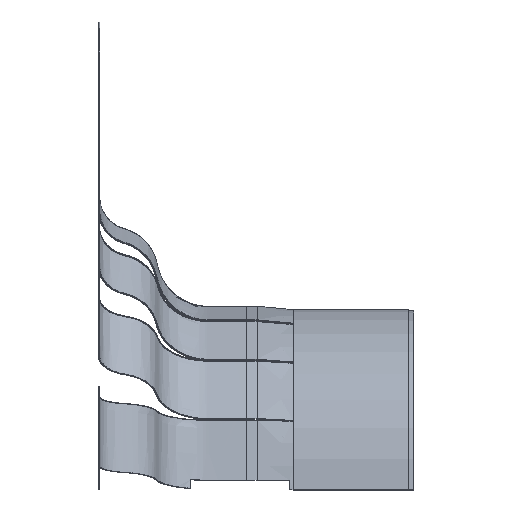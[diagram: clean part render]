
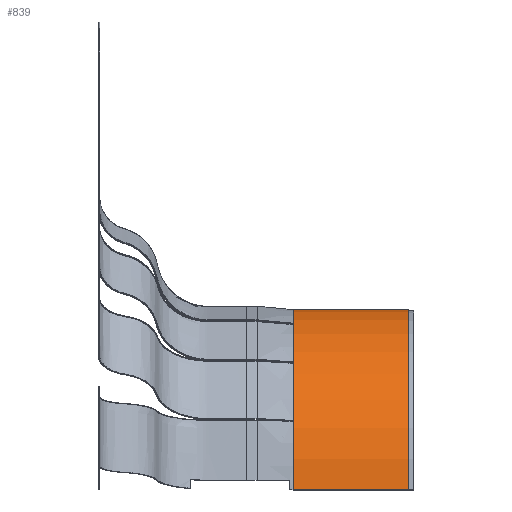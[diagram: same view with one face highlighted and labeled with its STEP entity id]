
A CAD part, left-side view. The second image highlights one B-rep face of the part: STEP entity #839.
In plain terms, the highlighted cylindrical face has radius 50.955 mm (diameter 101.91 mm), a partial arc.
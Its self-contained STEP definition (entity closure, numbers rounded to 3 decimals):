
#827=CYLINDRICAL_SURFACE('',#3800,50.955);
#839=ADVANCED_FACE('',(#1219),#827,.T.);
#1219=FACE_OUTER_BOUND('',#1467,.T.);
#1467=EDGE_LOOP('',(#1753,#1754,#1755,#1756));
#1710=CIRCLE('',#3793,50.955);
#1712=CIRCLE('',#3797,50.955);
#1753=ORIENTED_EDGE('',*,*,#3006,.T.);
#1754=ORIENTED_EDGE('',*,*,#3008,.T.);
#1755=ORIENTED_EDGE('',*,*,#3000,.F.);
#1756=ORIENTED_EDGE('',*,*,#3003,.F.);
#2689=VERTEX_POINT('',#4400);
#2692=VERTEX_POINT('',#4405);
#2694=VERTEX_POINT('',#4411);
#2696=VERTEX_POINT('',#4417);
#3000=EDGE_CURVE('',#2692,#2689,#1710,.T.);
#3003=EDGE_CURVE('',#2694,#2692,#3481,.T.);
#3006=EDGE_CURVE('',#2694,#2696,#1712,.T.);
#3008=EDGE_CURVE('',#2696,#2689,#3484,.T.);
#3481=LINE('',#4412,#3637);
#3484=LINE('',#4421,#3640);
#3637=VECTOR('',#3966,1.);
#3640=VECTOR('',#3977,1.);
#3793=AXIS2_PLACEMENT_3D('',#4406,#3960,#3961);
#3797=AXIS2_PLACEMENT_3D('',#4418,#3972,#3973);
#3800=AXIS2_PLACEMENT_3D('',#4423,#3980,#3981);
#3960=DIRECTION('',(0.,-1.,0.));
#3961=DIRECTION('',(0.,0.,1.));
#3966=DIRECTION('',(0.,-1.,0.));
#3972=DIRECTION('',(0.,-1.,0.));
#3973=DIRECTION('',(0.,0.,1.));
#3977=DIRECTION('',(0.,-1.,0.));
#3980=DIRECTION('',(0.,1.,0.));
#3981=DIRECTION('',(0.,0.,1.));
#4400=CARTESIAN_POINT('',(-50.948,138.,0.835));
#4405=CARTESIAN_POINT('',(50.948,138.,0.835));
#4406=CARTESIAN_POINT('',(0.,138.,-0.018));
#4411=CARTESIAN_POINT('',(50.948,170.,0.835));
#4412=CARTESIAN_POINT('',(50.948,138.,0.835));
#4417=CARTESIAN_POINT('',(-50.948,170.,0.835));
#4418=CARTESIAN_POINT('',(0.,170.,-0.018));
#4421=CARTESIAN_POINT('',(-50.948,138.,0.835));
#4423=CARTESIAN_POINT('',(0.,138.,-0.018));
